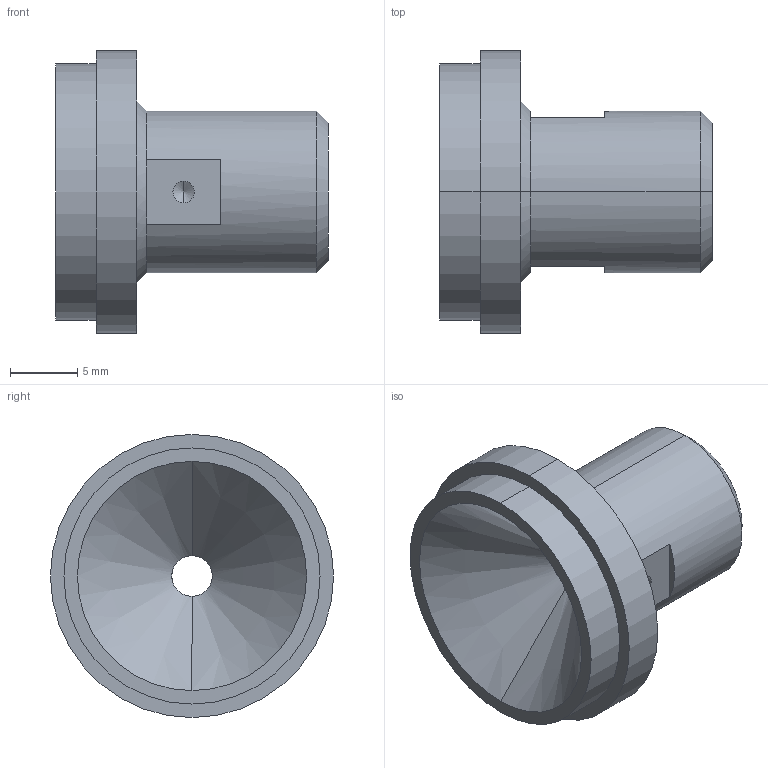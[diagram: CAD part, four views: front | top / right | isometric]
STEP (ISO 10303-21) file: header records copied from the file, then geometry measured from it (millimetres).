
FILE_DESCRIPTION (( 'STEP AP203' ), '1' );
FILE_NAME ('Nozzle v4.1.0.STEP', '2018-08-20T07:32:34', ( '' ), ( '' ), 'SwSTEP 2.0', 'SolidWorks 2014', '' );
FILE_SCHEMA (( 'CONFIG_CONTROL_DESIGN' ));
Length unit declared in the file: millimetre
Products named in the file (1): Nozzle v4.1.0
Bounding box: 20.23 x 21 x 21 mm (x, y, z)
Volume: 2597.2 mm3; surface area: 1859.9 mm2
Topology: 1 solids, 1 shells, 50 faces, 114 edges, 63 vertices
Faces by surface type: cylinder 20, cone 20, plane 10
Entity records: 1474 total; most frequent: CARTESIAN_POINT 281, DIRECTION 258, ORIENTED_EDGE 208, AXIS2_PLACEMENT_3D 105, EDGE_CURVE 104, VERTEX_POINT 63, EDGE_LOOP 61, CIRCLE 54
